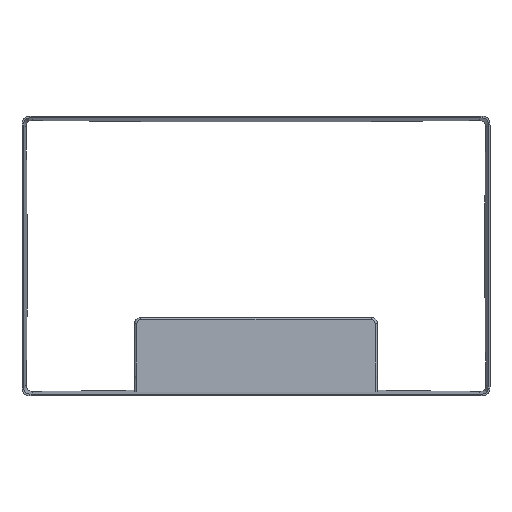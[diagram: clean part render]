
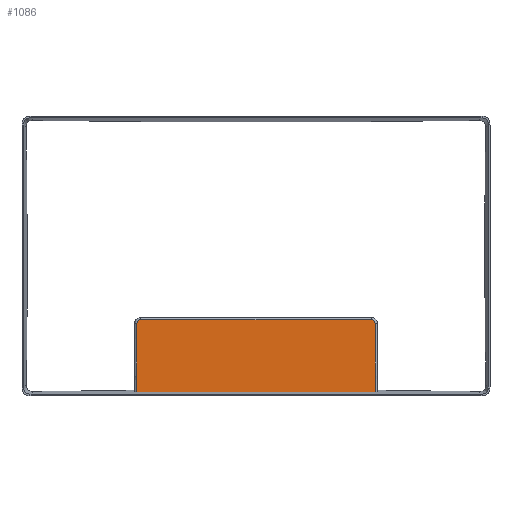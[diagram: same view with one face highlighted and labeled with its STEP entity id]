
A CAD part, front view. The second image highlights one B-rep face of the part: STEP entity #1086.
In plain terms, the highlighted planar face has unit normal (0, -1, 0).
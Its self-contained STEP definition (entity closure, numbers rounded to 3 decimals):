
#32 = ORIENTED_EDGE ( 'NONE', *, *, #511, .T. ) ;
#116 = DIRECTION ( 'NONE',  ( 0., 0., 1. ) ) ;
#184 = CARTESIAN_POINT ( 'NONE',  ( 135., -54., 49.2 ) ) ;
#210 = B_SPLINE_CURVE_WITH_KNOTS ( 'NONE', 3,
 ( #3233, #1139, #2931, #1436 ),
 .UNSPECIFIED., .F., .F.,
 ( 4, 4 ),
 ( 0., 1. ),
 .UNSPECIFIED. ) ;
#212 = LINE ( 'NONE', #2355, #2498 ) ;
#278 = EDGE_CURVE ( 'NONE', #750, #2805, #212, .T. ) ;
#341 = LINE ( 'NONE', #2572, #3621 ) ;
#395 = EDGE_LOOP ( 'NONE', ( #2354, #1641, #1911, #3594, #3877, #32 ) ) ;
#476 = CARTESIAN_POINT ( 'NONE',  ( 135., -54., 49.2 ) ) ;
#511 = EDGE_CURVE ( 'NONE', #2447, #2632, #341, .T. ) ;
#592 = EDGE_CURVE ( 'NONE', #2805, #2365, #2990, .T. ) ;
#602 = CARTESIAN_POINT ( 'NONE',  ( 139.5, -54., -57.063 ) ) ;
#649 = EDGE_CURVE ( 'NONE', #2867, #750, #210, .T. ) ;
#750 = VERTEX_POINT ( 'NONE', #3086 ) ;
#783 = CARTESIAN_POINT ( 'NONE',  ( 139.5, -54., 44.7 ) ) ;
#1086 = ADVANCED_FACE ( 'NONE', ( #3267 ), #3708, .F. ) ;
#1096 = CARTESIAN_POINT ( 'NONE',  ( -139.5, -54., 44.7 ) ) ;
#1139 = CARTESIAN_POINT ( 'NONE',  ( -139.5, -54., 47.184 ) ) ;
#1320 = CARTESIAN_POINT ( 'NONE',  ( 139.5, -54., 44.7 ) ) ;
#1436 = CARTESIAN_POINT ( 'NONE',  ( -135., -54., 49.2 ) ) ;
#1596 = VECTOR ( 'NONE', #2803, 1000. ) ;
#1641 = ORIENTED_EDGE ( 'NONE', *, *, #592, .F. ) ;
#1911 = ORIENTED_EDGE ( 'NONE', *, *, #278, .F. ) ;
#1921 = CARTESIAN_POINT ( 'NONE',  ( -139.5, -54., -57.063 ) ) ;
#1929 = DIRECTION ( 'NONE',  ( 0., 1., 0. ) ) ;
#2279 = CARTESIAN_POINT ( 'NONE',  ( 139.5, -54., 47.184 ) ) ;
#2329 = EDGE_CURVE ( 'NONE', #2365, #2632, #2391, .T. ) ;
#2353 = EDGE_CURVE ( 'NONE', #2447, #2867, #3887, .T. ) ;
#2354 = ORIENTED_EDGE ( 'NONE', *, *, #2329, .F. ) ;
#2355 = CARTESIAN_POINT ( 'NONE',  ( -141.4, -54., 49.2 ) ) ;
#2365 = VERTEX_POINT ( 'NONE', #1320 ) ;
#2391 = LINE ( 'NONE', #602, #1596 ) ;
#2447 = VERTEX_POINT ( 'NONE', #3431 ) ;
#2498 = VECTOR ( 'NONE', #2653, 1000. ) ;
#2503 = CARTESIAN_POINT ( 'NONE',  ( -141.4, -54., -57.063 ) ) ;
#2513 = DIRECTION ( 'NONE',  ( 0., 0., 1. ) ) ;
#2572 = CARTESIAN_POINT ( 'NONE',  ( 274.783, -54., -35.907 ) ) ;
#2632 = VERTEX_POINT ( 'NONE', #2809 ) ;
#2653 = DIRECTION ( 'NONE',  ( 1., 0., 0. ) ) ;
#2803 = DIRECTION ( 'NONE',  ( 0., 0., -1. ) ) ;
#2805 = VERTEX_POINT ( 'NONE', #184 ) ;
#2809 = CARTESIAN_POINT ( 'NONE',  ( 139.5, -54., -35.907 ) ) ;
#2867 = VERTEX_POINT ( 'NONE', #1096 ) ;
#2931 = CARTESIAN_POINT ( 'NONE',  ( -137.484, -54., 49.2 ) ) ;
#2990 = B_SPLINE_CURVE_WITH_KNOTS ( 'NONE', 3,
 ( #476, #3465, #2279, #783 ),
 .UNSPECIFIED., .F., .F.,
 ( 4, 4 ),
 ( 0., 1. ),
 .UNSPECIFIED. ) ;
#3086 = CARTESIAN_POINT ( 'NONE',  ( -135., -54., 49.2 ) ) ;
#3093 = VECTOR ( 'NONE', #2513, 1000. ) ;
#3176 = DIRECTION ( 'NONE',  ( 1., 0., 0. ) ) ;
#3233 = CARTESIAN_POINT ( 'NONE',  ( -139.5, -54., 44.7 ) ) ;
#3267 = FACE_OUTER_BOUND ( 'NONE', #395, .T. ) ;
#3431 = CARTESIAN_POINT ( 'NONE',  ( -139.5, -54., -35.907 ) ) ;
#3465 = CARTESIAN_POINT ( 'NONE',  ( 137.484, -54., 49.2 ) ) ;
#3533 = AXIS2_PLACEMENT_3D ( 'NONE', #2503, #1929, #116 ) ;
#3594 = ORIENTED_EDGE ( 'NONE', *, *, #649, .F. ) ;
#3621 = VECTOR ( 'NONE', #3176, 1000. ) ;
#3708 = PLANE ( 'NONE',  #3533 ) ;
#3877 = ORIENTED_EDGE ( 'NONE', *, *, #2353, .F. ) ;
#3887 = LINE ( 'NONE', #1921, #3093 ) ;
